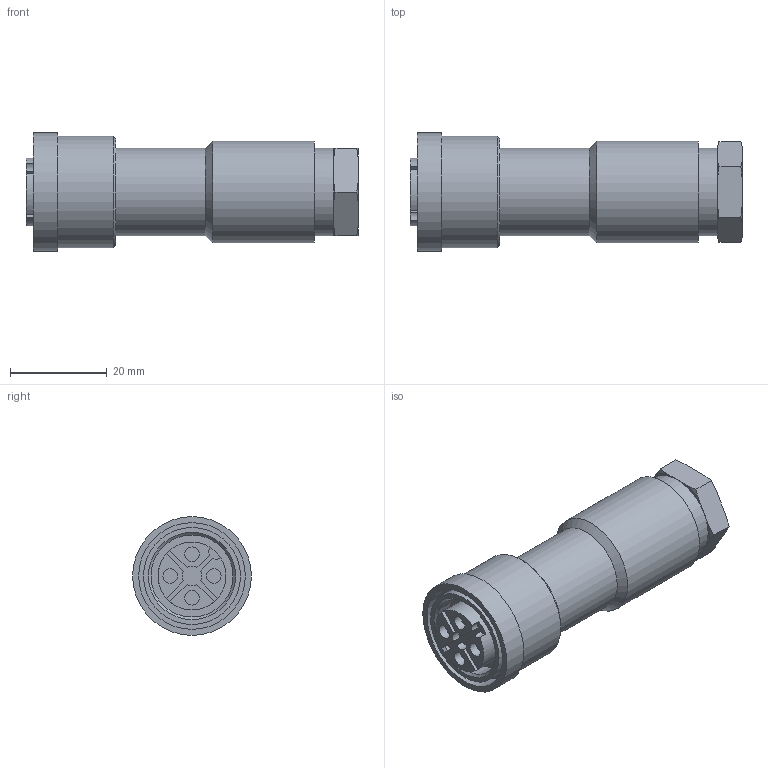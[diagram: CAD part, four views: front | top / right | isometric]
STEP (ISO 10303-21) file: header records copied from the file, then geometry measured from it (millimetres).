
FILE_DESCRIPTION(/* description */ ('STEP AP214'),/* implementation_level */ '2;1');
FILE_NAME(/* name */ '18526_NTSD-GD-135',/* time_stamp */ '2024-09-12T11:24:20+02:00',/* author */ ('License CC BY-ND 4.0'),/* organization */ ('CADENAS'),/* preprocessor_version */ 'ST-DEVELOPER v19.3',/* originating_system */ 'PARTsolutions',/* authorisation */ ' ');
FILE_SCHEMA (('AUTOMOTIVE_DESIGN {1 0 10303 214 3 1 1}'));
Length unit declared in the file: millimetre
Products named in the file (1): 18526 NTSD-GD-13,5
Bounding box: 68.5 x 24.5 x 24.5 mm (x, y, z)
Volume: 19898.9 mm3; surface area: 7051.5 mm2
Topology: 1 solids, 1 shells, 73 faces, 167 edges, 108 vertices
Faces by surface type: plane 38, cylinder 20, cone 15
Full cylindrical faces by diameter (mm): 3 x4, 14 x2, 16.917 x1, 18 x2, 20 x1, 21 x1, 22 x1, 23 x1, 24.5 x1
Entity records: 2018 total; most frequent: CARTESIAN_POINT 400, DIRECTION 338, ORIENTED_EDGE 296, EDGE_CURVE 148, AXIS2_PLACEMENT_3D 140, VERTEX_POINT 106, EDGE_LOOP 102, FACE_BOUND 102
